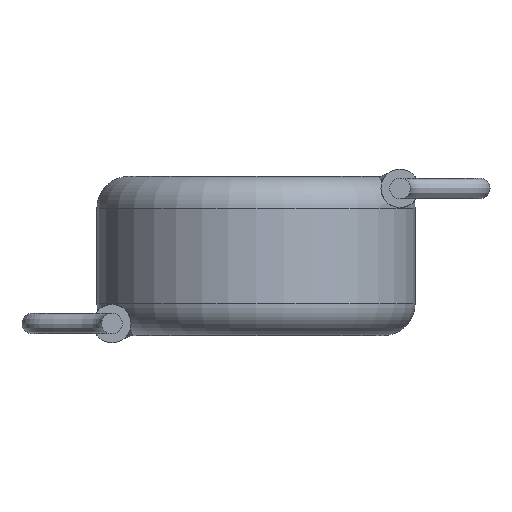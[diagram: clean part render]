
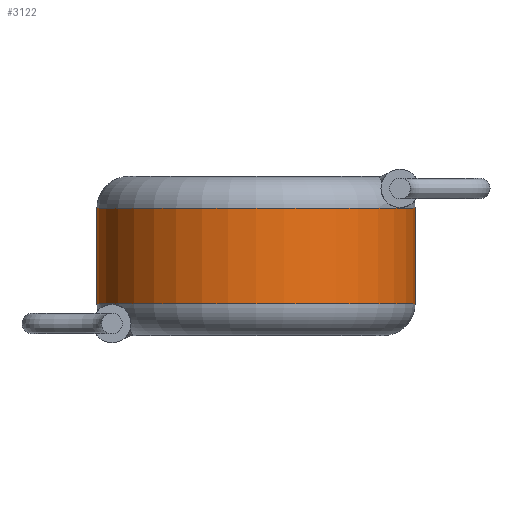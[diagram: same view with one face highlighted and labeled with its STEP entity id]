
A CAD part, front view. The second image highlights one B-rep face of the part: STEP entity #3122.
In plain terms, the highlighted cylindrical face has radius 5 mm (diameter 10 mm), a partial arc.
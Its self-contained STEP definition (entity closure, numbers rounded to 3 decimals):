
#18 = ORIENTED_EDGE ( 'NONE', *, *, #792, .T. ) ;
#56 = CARTESIAN_POINT ( 'NONE',  ( 5., 0., 4. ) ) ;
#230 = DIRECTION ( 'NONE',  ( 1., 0., 0. ) ) ;
#268 = CARTESIAN_POINT ( 'NONE',  ( 0., 0., 1. ) ) ;
#401 = LINE ( 'NONE', #897, #3600 ) ;
#422 = AXIS2_PLACEMENT_3D ( 'NONE', #3768, #1196, #1530 ) ;
#711 = VERTEX_POINT ( 'NONE', #56 ) ;
#792 = EDGE_CURVE ( 'NONE', #711, #1430, #4104, .T. ) ;
#897 = CARTESIAN_POINT ( 'NONE',  ( 5., 0., 5. ) ) ;
#956 = FACE_OUTER_BOUND ( 'NONE', #1490, .T. ) ;
#1037 = CARTESIAN_POINT ( 'NONE',  ( 0., 0., 4. ) ) ;
#1196 = DIRECTION ( 'NONE',  ( 0., 0., -1. ) ) ;
#1207 = DIRECTION ( 'NONE',  ( 0., 0., -1. ) ) ;
#1296 = DIRECTION ( 'NONE',  ( 1., 0., 0. ) ) ;
#1430 = VERTEX_POINT ( 'NONE', #2927 ) ;
#1490 = EDGE_LOOP ( 'NONE', ( #2895, #18, #3677, #3422 ) ) ;
#1530 = DIRECTION ( 'NONE',  ( -1., 0., 0. ) ) ;
#1644 = DIRECTION ( 'NONE',  ( 0., 0., -1. ) ) ;
#1861 = AXIS2_PLACEMENT_3D ( 'NONE', #268, #3857, #1296 ) ;
#1873 = CYLINDRICAL_SURFACE ( 'NONE', #422, 5. ) ;
#2221 = AXIS2_PLACEMENT_3D ( 'NONE', #1037, #4090, #230 ) ;
#2489 = VERTEX_POINT ( 'NONE', #4030 ) ;
#2606 = EDGE_CURVE ( 'NONE', #3217, #2489, #2624, .T. ) ;
#2624 = CIRCLE ( 'NONE', #1861, 5. ) ;
#2660 = LINE ( 'NONE', #3242, #3541 ) ;
#2895 = ORIENTED_EDGE ( 'NONE', *, *, #3119, .F. ) ;
#2927 = CARTESIAN_POINT ( 'NONE',  ( -5., 0., 4. ) ) ;
#3119 = EDGE_CURVE ( 'NONE', #711, #2489, #401, .T. ) ;
#3122 = ADVANCED_FACE ( 'NONE', ( #956 ), #1873, .T. ) ;
#3206 = CARTESIAN_POINT ( 'NONE',  ( -5., 0., 1. ) ) ;
#3217 = VERTEX_POINT ( 'NONE', #3206 ) ;
#3242 = CARTESIAN_POINT ( 'NONE',  ( -5., 0., 5. ) ) ;
#3422 = ORIENTED_EDGE ( 'NONE', *, *, #2606, .T. ) ;
#3541 = VECTOR ( 'NONE', #1644, 1000. ) ;
#3600 = VECTOR ( 'NONE', #1207, 1000. ) ;
#3677 = ORIENTED_EDGE ( 'NONE', *, *, #4031, .T. ) ;
#3768 = CARTESIAN_POINT ( 'NONE',  ( 0., 0., 5. ) ) ;
#3857 = DIRECTION ( 'NONE',  ( 0., 0., 1. ) ) ;
#4030 = CARTESIAN_POINT ( 'NONE',  ( 5., 0., 1. ) ) ;
#4031 = EDGE_CURVE ( 'NONE', #1430, #3217, #2660, .T. ) ;
#4090 = DIRECTION ( 'NONE',  ( 0., 0., -1. ) ) ;
#4104 = CIRCLE ( 'NONE', #2221, 5. ) ;
